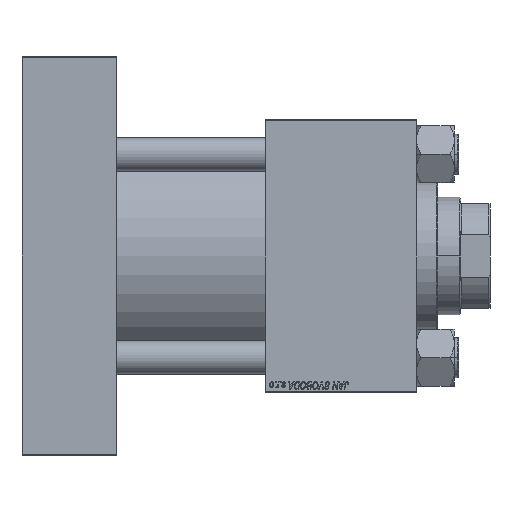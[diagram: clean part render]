
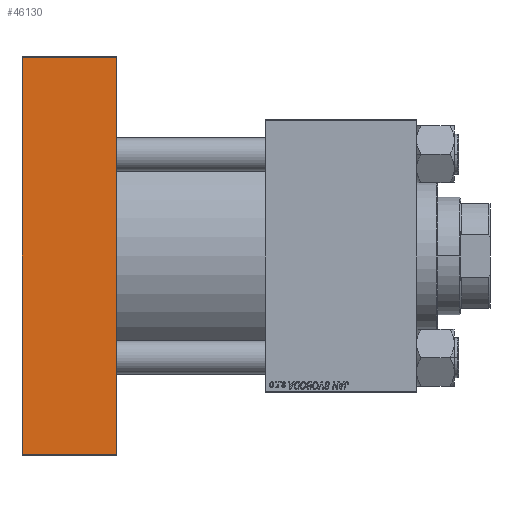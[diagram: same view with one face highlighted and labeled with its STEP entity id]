
A CAD part, front view. The second image highlights one B-rep face of the part: STEP entity #46130.
In plain terms, the highlighted planar face has unit normal (0, -1, 0).
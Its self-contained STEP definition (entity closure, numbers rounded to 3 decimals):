
#36 = CARTESIAN_POINT ( 'NONE',  ( 45., -65., 94.5 ) ) ;
#2944 = VECTOR ( 'NONE', #13648, 1000. ) ;
#3050 = VERTEX_POINT ( 'NONE', #36 ) ;
#3671 = VECTOR ( 'NONE', #29225, 1000. ) ;
#4032 = EDGE_CURVE ( 'NONE', #3050, #52364, #18948, .T. ) ;
#5381 = CARTESIAN_POINT ( 'NONE',  ( 0., -65., -94.5 ) ) ;
#9469 = CARTESIAN_POINT ( 'NONE',  ( 45., -65., 95. ) ) ;
#9977 = CARTESIAN_POINT ( 'NONE',  ( 45., -65., -94.5 ) ) ;
#13614 = EDGE_LOOP ( 'NONE', ( #14516, #20037, #18465, #37372 ) ) ;
#13648 = DIRECTION ( 'NONE',  ( 1., 0., 0. ) ) ;
#14516 = ORIENTED_EDGE ( 'NONE', *, *, #46973, .T. ) ;
#18465 = ORIENTED_EDGE ( 'NONE', *, *, #52692, .F. ) ;
#18948 = LINE ( 'NONE', #35227, #44510 ) ;
#20037 = ORIENTED_EDGE ( 'NONE', *, *, #24451, .T. ) ;
#21994 = CARTESIAN_POINT ( 'NONE',  ( 0., -65., 95. ) ) ;
#24451 = EDGE_CURVE ( 'NONE', #28606, #50419, #30470, .T. ) ;
#27419 = VECTOR ( 'NONE', #50522, 1000. ) ;
#28606 = VERTEX_POINT ( 'NONE', #5381 ) ;
#29225 = DIRECTION ( 'NONE',  ( 0., 0., -1. ) ) ;
#29748 = LINE ( 'NONE', #9469, #3671 ) ;
#30470 = LINE ( 'NONE', #38198, #2944 ) ;
#31139 = CARTESIAN_POINT ( 'NONE',  ( 45., -65., 95. ) ) ;
#31922 = DIRECTION ( 'NONE',  ( 0., 1., 0. ) ) ;
#34265 = LINE ( 'NONE', #21994, #27419 ) ;
#35227 = CARTESIAN_POINT ( 'NONE',  ( 45., -65., 94.5 ) ) ;
#35669 = DIRECTION ( 'NONE',  ( 0., 0., 1. ) ) ;
#37372 = ORIENTED_EDGE ( 'NONE', *, *, #4032, .T. ) ;
#38198 = CARTESIAN_POINT ( 'NONE',  ( 45., -65., -94.5 ) ) ;
#43656 = PLANE ( 'NONE',  #46042 ) ;
#44510 = VECTOR ( 'NONE', #51484, 1000. ) ;
#45030 = CARTESIAN_POINT ( 'NONE',  ( 0., -65., 94.5 ) ) ;
#46042 = AXIS2_PLACEMENT_3D ( 'NONE', #31139, #31922, #35669 ) ;
#46130 = ADVANCED_FACE ( 'NONE', ( #47909 ), #43656, .F. ) ;
#46973 = EDGE_CURVE ( 'NONE', #52364, #28606, #34265, .T. ) ;
#47909 = FACE_OUTER_BOUND ( 'NONE', #13614, .T. ) ;
#50419 = VERTEX_POINT ( 'NONE', #9977 ) ;
#50522 = DIRECTION ( 'NONE',  ( 0., 0., -1. ) ) ;
#51484 = DIRECTION ( 'NONE',  ( -1., 0., 0. ) ) ;
#52364 = VERTEX_POINT ( 'NONE', #45030 ) ;
#52692 = EDGE_CURVE ( 'NONE', #3050, #50419, #29748, .T. ) ;
